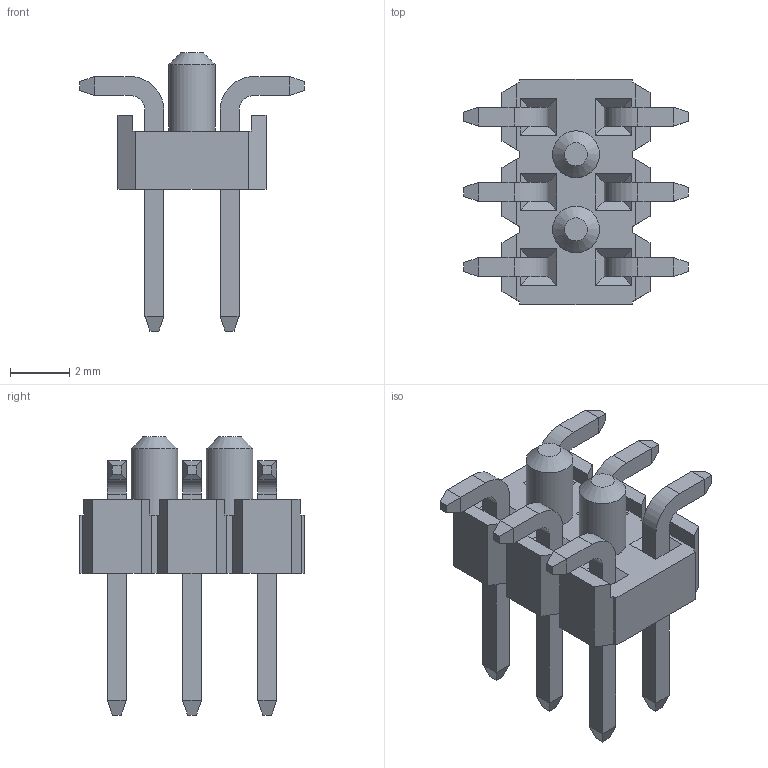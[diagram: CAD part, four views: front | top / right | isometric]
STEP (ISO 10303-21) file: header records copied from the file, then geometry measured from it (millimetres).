
FILE_DESCRIPTION(/* description */ (''),/* implementation_level */ '2;1');
FILE_NAME(/* name */ '9132-13-006-xx-0-10.stp',/* time_stamp */ '2017-08-14T13:33:36+02:00',/* author */ ('andreas.larin'),/* organization */ (''),/* preprocessor_version */ 'ST-DEVELOPER v15.6',/* originating_system */ 'Autodesk Inventor 2015',/* authorisation */ '');
FILE_SCHEMA (('AUTOMOTIVE_DESIGN { 1 0 10303 214 3 1 1 }'));
Length unit declared in the file: centimetre
Products named in the file (1): 9132-13-006-xx-0-10
Bounding box: 7.6 x 7.62 x 9.4 mm (x, y, z)
Volume: 102.5 mm3; surface area: 295.5 mm2
Topology: 1 solids, 1 shells, 204 faces, 490 edges, 302 vertices
Faces by surface type: plane 188, cylinder 14, cone 2
Full cylindrical faces by diameter (mm): 1.58 x2
Entity records: 5736 total; most frequent: CARTESIAN_POINT 993, ORIENTED_EDGE 972, DIRECTION 926, EDGE_CURVE 486, LINE 456, VECTOR 456, VERTEX_POINT 302, AXIS2_PLACEMENT_3D 235
